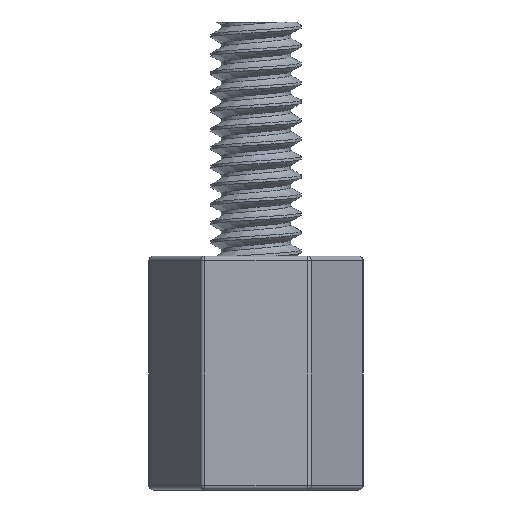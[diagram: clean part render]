
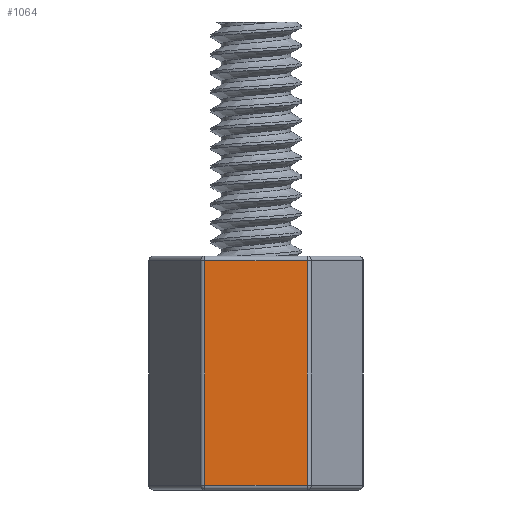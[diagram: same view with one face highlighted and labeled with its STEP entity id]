
A CAD part, front view. The second image highlights one B-rep face of the part: STEP entity #1064.
In plain terms, the highlighted planar face has unit normal (0, -1, 0).
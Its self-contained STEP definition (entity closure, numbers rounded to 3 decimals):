
#19=PLANE('',#1157);
#70=FACE_OUTER_BOUND('',#140,.T.);
#140=EDGE_LOOP('',(#779,#780,#781,#782));
#308=LINE('',#2435,#370);
#310=LINE('',#2445,#372);
#312=LINE('',#2451,#374);
#313=LINE('',#2452,#375);
#370=VECTOR('',#1320,10.);
#372=VECTOR('',#1332,10.);
#374=VECTOR('',#1338,10.);
#375=VECTOR('',#1339,10.);
#461=VERTEX_POINT('',#2427);
#464=VERTEX_POINT('',#2434);
#467=VERTEX_POINT('',#2444);
#469=VERTEX_POINT('',#2450);
#583=EDGE_CURVE('',#461,#464,#308,.T.);
#588=EDGE_CURVE('',#464,#467,#310,.T.);
#591=EDGE_CURVE('',#469,#461,#312,.T.);
#592=EDGE_CURVE('',#467,#469,#313,.T.);
#779=ORIENTED_EDGE('',*,*,#583,.F.);
#780=ORIENTED_EDGE('',*,*,#591,.F.);
#781=ORIENTED_EDGE('',*,*,#592,.F.);
#782=ORIENTED_EDGE('',*,*,#588,.F.);
#1064=ADVANCED_FACE('',(#70),#19,.T.);
#1157=AXIS2_PLACEMENT_3D('',#2449,#1336,#1337);
#1320=DIRECTION('',(0.,0.,1.));
#1332=DIRECTION('',(1.,0.,0.));
#1336=DIRECTION('center_axis',(0.,-1.,0.));
#1337=DIRECTION('ref_axis',(1.,0.,0.));
#1338=DIRECTION('',(-1.,0.,0.));
#1339=DIRECTION('',(0.,0.,-1.));
#2427=CARTESIAN_POINT('',(19.403,-2.,0.1));
#2434=CARTESIAN_POINT('',(19.403,-2.,4.9));
#2435=CARTESIAN_POINT('',(19.403,-2.,0.));
#2444=CARTESIAN_POINT('',(21.597,-2.,4.9));
#2445=CARTESIAN_POINT('',(19.923,-2.,4.9));
#2449=CARTESIAN_POINT('Origin',(19.345,-2.,0.));
#2450=CARTESIAN_POINT('',(21.597,-2.,0.1));
#2451=CARTESIAN_POINT('',(19.923,-2.,0.1));
#2452=CARTESIAN_POINT('',(21.597,-2.,0.));
